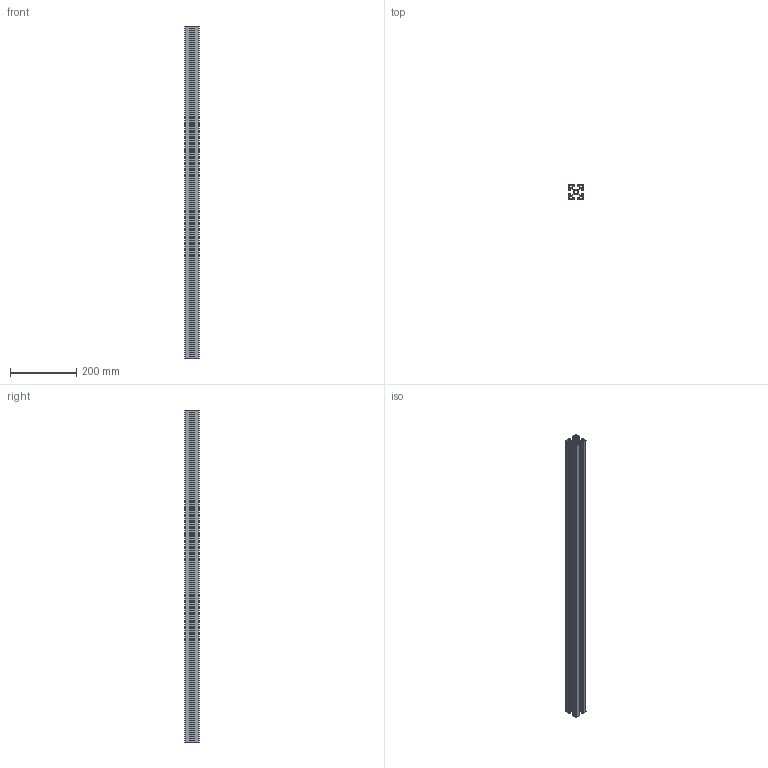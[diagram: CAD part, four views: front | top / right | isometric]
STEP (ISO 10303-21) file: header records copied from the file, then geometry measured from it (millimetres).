
FILE_DESCRIPTION(/* description */ (''),/* implementation_level */ '2;1');
FILE_NAME(/* name */ '80042_KriTec_Profil_10_45x45_leicht.stp',/* time_stamp */ '2014-09-04T15:29:22+02:00',/* author */ ('kostic'),/* organization */ (''),/* preprocessor_version */ 'ST-DEVELOPER v15.2',/* originating_system */ 'Autodesk Inventor 2014',/* authorisation */ '');
FILE_SCHEMA (('AUTOMOTIVE_DESIGN { 1 0 10303 214 3 1 1 }'));
Length unit declared in the file: millimetre
Products named in the file (1): 80042_KriTec_Profil_10_45x45_leicht
Bounding box: 45 x 45 x 1000 mm (x, y, z)
Volume: 571718.7 mm3; surface area: 596035.2 mm2
Topology: 1 solids, 1 shells, 222 faces, 660 edges, 440 vertices
Faces by surface type: cylinder 120, plane 102
Entity records: 7565 total; most frequent: DIRECTION 1346, CARTESIAN_POINT 1323, ORIENTED_EDGE 1320, EDGE_CURVE 660, AXIS2_PLACEMENT_3D 463, VERTEX_POINT 440, LINE 420, VECTOR 420
